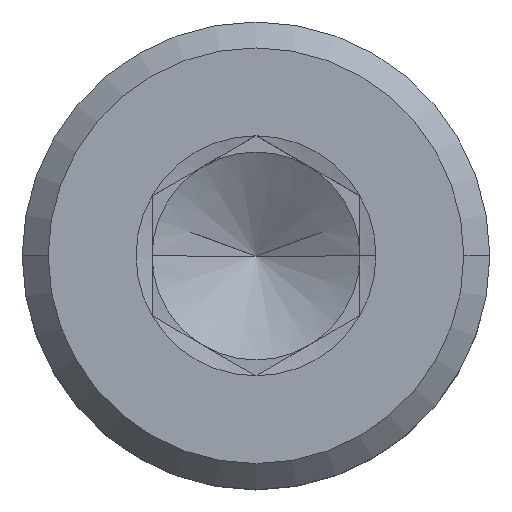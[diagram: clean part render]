
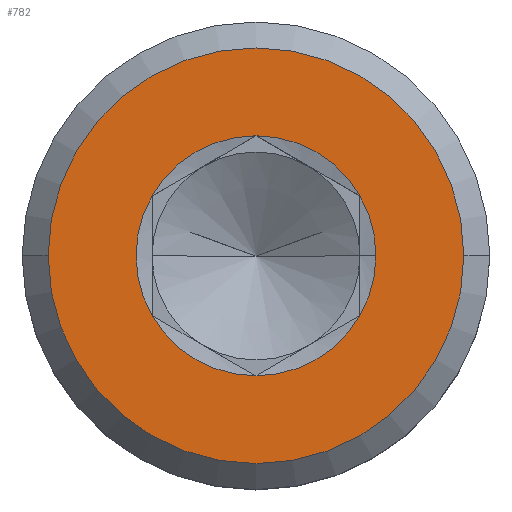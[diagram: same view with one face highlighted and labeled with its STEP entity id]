
A CAD part, top view. The second image highlights one B-rep face of the part: STEP entity #782.
In plain terms, the highlighted planar face has unit normal (0, 0, 1).
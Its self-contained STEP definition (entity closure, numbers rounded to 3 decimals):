
#1 = EDGE_CURVE ( 'NONE', #1047, #89, #969, .T. ) ;
#5 = VERTEX_POINT ( 'NONE', #137 ) ;
#15 = AXIS2_PLACEMENT_3D ( 'NONE', #500, #416, #907 ) ;
#31 = CIRCLE ( 'NONE', #452, 1.155 ) ;
#33 = ORIENTED_EDGE ( 'NONE', *, *, #554, .F. ) ;
#86 = CARTESIAN_POINT ( 'NONE',  ( 0., -1.155, 0. ) ) ;
#89 = VERTEX_POINT ( 'NONE', #545 ) ;
#90 = DIRECTION ( 'NONE',  ( 1., 0., 0. ) ) ;
#97 = DIRECTION ( 'NONE',  ( 1., 0., 0. ) ) ;
#101 = CARTESIAN_POINT ( 'NONE',  ( 1., -0.577, 0. ) ) ;
#103 = CARTESIAN_POINT ( 'NONE',  ( -1., -0.577, 0. ) ) ;
#105 = CIRCLE ( 'NONE', #618, 2. ) ;
#113 = DIRECTION ( 'NONE',  ( 1., 0., 0. ) ) ;
#118 = VERTEX_POINT ( 'NONE', #1037 ) ;
#134 = EDGE_CURVE ( 'NONE', #474, #171, #31, .T. ) ;
#135 = DIRECTION ( 'NONE',  ( 0., 0., -1. ) ) ;
#137 = CARTESIAN_POINT ( 'NONE',  ( 2., 0., 0. ) ) ;
#141 = DIRECTION ( 'NONE',  ( 1., 0., 0. ) ) ;
#171 = VERTEX_POINT ( 'NONE', #718 ) ;
#194 = DIRECTION ( 'NONE',  ( 0., 0., 1. ) ) ;
#199 = CARTESIAN_POINT ( 'NONE',  ( 0., 0., 0. ) ) ;
#256 = CARTESIAN_POINT ( 'NONE',  ( 0., 0., 0. ) ) ;
#261 = CARTESIAN_POINT ( 'NONE',  ( 1.155, 0., 0. ) ) ;
#266 = CIRCLE ( 'NONE', #1067, 2. ) ;
#267 = FACE_OUTER_BOUND ( 'NONE', #561, .T. ) ;
#270 = CIRCLE ( 'NONE', #15, 1.155 ) ;
#274 = DIRECTION ( 'NONE',  ( 1., 0., 0. ) ) ;
#287 = CARTESIAN_POINT ( 'NONE',  ( 0., 0., 0. ) ) ;
#291 = EDGE_CURVE ( 'NONE', #171, #1078, #686, .T. ) ;
#293 = ORIENTED_EDGE ( 'NONE', *, *, #1077, .F. ) ;
#301 = DIRECTION ( 'NONE',  ( 1., 0., 0. ) ) ;
#334 = EDGE_CURVE ( 'NONE', #118, #5, #266, .T. ) ;
#354 = VERTEX_POINT ( 'NONE', #101 ) ;
#361 = DIRECTION ( 'NONE',  ( 1., 0., 0. ) ) ;
#416 = DIRECTION ( 'NONE',  ( 0., 0., 1. ) ) ;
#421 = ORIENTED_EDGE ( 'NONE', *, *, #291, .F. ) ;
#429 = FACE_BOUND ( 'NONE', #1066, .T. ) ;
#439 = DIRECTION ( 'NONE',  ( 0., 0., 1. ) ) ;
#452 = AXIS2_PLACEMENT_3D ( 'NONE', #550, #784, #301 ) ;
#469 = DIRECTION ( 'NONE',  ( 0., 0., 1. ) ) ;
#474 = VERTEX_POINT ( 'NONE', #876 ) ;
#490 = ORIENTED_EDGE ( 'NONE', *, *, #334, .T. ) ;
#500 = CARTESIAN_POINT ( 'NONE',  ( 0., 0., 0. ) ) ;
#530 = CARTESIAN_POINT ( 'NONE',  ( 0., 0., 0. ) ) ;
#545 = CARTESIAN_POINT ( 'NONE',  ( 1., 0.577, 0. ) ) ;
#550 = CARTESIAN_POINT ( 'NONE',  ( 0., 0., 0. ) ) ;
#553 = CARTESIAN_POINT ( 'NONE',  ( 0., 0., 0. ) ) ;
#554 = EDGE_CURVE ( 'NONE', #354, #1047, #270, .T. ) ;
#561 = EDGE_LOOP ( 'NONE', ( #490, #617 ) ) ;
#584 = AXIS2_PLACEMENT_3D ( 'NONE', #681, #439, #97 ) ;
#600 = PLANE ( 'NONE',  #824 ) ;
#609 = DIRECTION ( 'NONE',  ( 0., 0., 1. ) ) ;
#617 = ORIENTED_EDGE ( 'NONE', *, *, #991, .T. ) ;
#618 = AXIS2_PLACEMENT_3D ( 'NONE', #530, #1004, #361 ) ;
#681 = CARTESIAN_POINT ( 'NONE',  ( 0., 0., 0. ) ) ;
#686 = CIRCLE ( 'NONE', #945, 1.155 ) ;
#687 = ORIENTED_EDGE ( 'NONE', *, *, #988, .F. ) ;
#695 = CARTESIAN_POINT ( 'NONE',  ( 0., 0., 0. ) ) ;
#718 = CARTESIAN_POINT ( 'NONE',  ( -1., 0.577, 0. ) ) ;
#724 = AXIS2_PLACEMENT_3D ( 'NONE', #287, #469, #729 ) ;
#729 = DIRECTION ( 'NONE',  ( 1., 0., 0. ) ) ;
#740 = CIRCLE ( 'NONE', #927, 1.155 ) ;
#782 = ADVANCED_FACE ( 'NONE', ( #267, #429 ), #600, .F. ) ;
#784 = DIRECTION ( 'NONE',  ( 0., 0., 1. ) ) ;
#792 = EDGE_CURVE ( 'NONE', #89, #474, #1029, .T. ) ;
#799 = DIRECTION ( 'NONE',  ( -1., 0., 0. ) ) ;
#801 = ORIENTED_EDGE ( 'NONE', *, *, #792, .F. ) ;
#803 = AXIS2_PLACEMENT_3D ( 'NONE', #553, #892, #141 ) ;
#817 = ORIENTED_EDGE ( 'NONE', *, *, #1, .F. ) ;
#824 = AXIS2_PLACEMENT_3D ( 'NONE', #199, #135, #799 ) ;
#829 = CARTESIAN_POINT ( 'NONE',  ( 0., 0., 0. ) ) ;
#863 = DIRECTION ( 'NONE',  ( 0., 0., 1. ) ) ;
#876 = CARTESIAN_POINT ( 'NONE',  ( 0., 1.155, 0. ) ) ;
#892 = DIRECTION ( 'NONE',  ( 0., 0., 1. ) ) ;
#907 = DIRECTION ( 'NONE',  ( 1., 0., 0. ) ) ;
#914 = CIRCLE ( 'NONE', #584, 1.155 ) ;
#927 = AXIS2_PLACEMENT_3D ( 'NONE', #256, #863, #90 ) ;
#945 = AXIS2_PLACEMENT_3D ( 'NONE', #829, #609, #274 ) ;
#969 = CIRCLE ( 'NONE', #803, 1.155 ) ;
#988 = EDGE_CURVE ( 'NONE', #1078, #1057, #914, .T. ) ;
#991 = EDGE_CURVE ( 'NONE', #5, #118, #105, .T. ) ;
#1004 = DIRECTION ( 'NONE',  ( 0., 0., 1. ) ) ;
#1008 = ORIENTED_EDGE ( 'NONE', *, *, #134, .F. ) ;
#1029 = CIRCLE ( 'NONE', #724, 1.155 ) ;
#1037 = CARTESIAN_POINT ( 'NONE',  ( -2., 0., 0. ) ) ;
#1047 = VERTEX_POINT ( 'NONE', #261 ) ;
#1057 = VERTEX_POINT ( 'NONE', #86 ) ;
#1066 = EDGE_LOOP ( 'NONE', ( #687, #421, #1008, #801, #817, #33, #293 ) ) ;
#1067 = AXIS2_PLACEMENT_3D ( 'NONE', #695, #194, #113 ) ;
#1077 = EDGE_CURVE ( 'NONE', #1057, #354, #740, .T. ) ;
#1078 = VERTEX_POINT ( 'NONE', #103 ) ;
